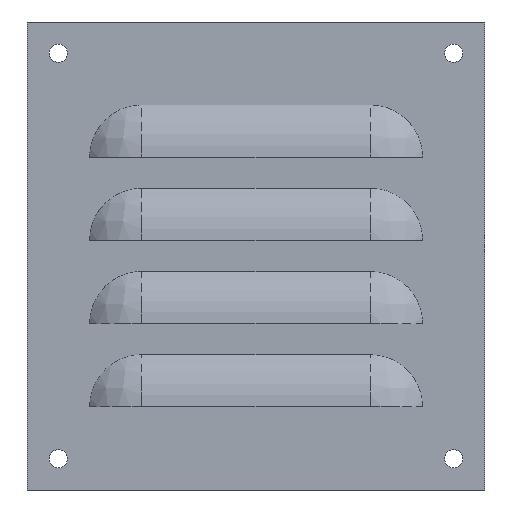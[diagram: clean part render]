
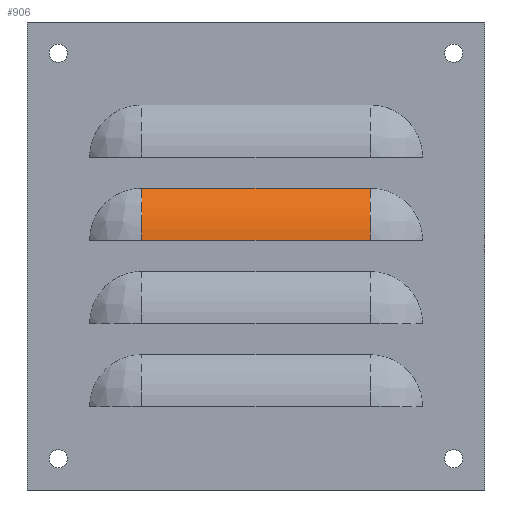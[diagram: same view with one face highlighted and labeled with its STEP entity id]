
A CAD part, front view. The second image highlights one B-rep face of the part: STEP entity #906.
In plain terms, the highlighted cylindrical face has radius 21.223 mm (diameter 42.447 mm), a partial arc.
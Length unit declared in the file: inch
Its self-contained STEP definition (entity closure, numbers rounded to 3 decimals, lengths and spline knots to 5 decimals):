
#56 = VERTEX_POINT ( 'NONE', #467 ) ;
#94 = EDGE_CURVE ( 'NONE', #261, #880, #1477, .T. ) ;
#103 = AXIS2_PLACEMENT_3D ( 'NONE', #916, #1898, #1732 ) ;
#118 = CARTESIAN_POINT ( 'NONE',  ( -1.375, -0.353, 0.1875 ) ) ;
#123 = CARTESIAN_POINT ( 'NONE',  ( 1.375, -0.072, 0.8125 ) ) ;
#261 = VERTEX_POINT ( 'NONE', #1222 ) ;
#305 = CARTESIAN_POINT ( 'NONE',  ( -2.75, -0.072, 0.8125 ) ) ;
#419 = FACE_OUTER_BOUND ( 'NONE', #2062, .T. ) ;
#467 = CARTESIAN_POINT ( 'NONE',  ( 1.375, -0.353, 0.1875 ) ) ;
#611 = CIRCLE ( 'NONE', #1609, 0.83556 ) ;
#734 = EDGE_CURVE ( 'NONE', #261, #1288, #611, .T. ) ;
#771 = CIRCLE ( 'NONE', #1699, 0.83556 ) ;
#880 = VERTEX_POINT ( 'NONE', #123 ) ;
#906 = ADVANCED_FACE ( 'NONE', ( #419 ), #1072, .T. ) ;
#916 = CARTESIAN_POINT ( 'NONE',  ( 1.375, 0.48256, 0.1875 ) ) ;
#969 = VECTOR ( 'NONE', #1936, 39.37008 ) ;
#972 = DIRECTION ( 'NONE',  ( 0., 0., -1. ) ) ;
#982 = DIRECTION ( 'NONE',  ( 1., 0., 0. ) ) ;
#1032 = CARTESIAN_POINT ( 'NONE',  ( 1.375, 0.48256, 0.1875 ) ) ;
#1041 = DIRECTION ( 'NONE',  ( 0., 0., 1. ) ) ;
#1072 = CYLINDRICAL_SURFACE ( 'NONE', #103, 0.83556 ) ;
#1157 = CARTESIAN_POINT ( 'NONE',  ( 1.375, -0.353, 0.1875 ) ) ;
#1197 = VECTOR ( 'NONE', #1807, 39.37008 ) ;
#1222 = CARTESIAN_POINT ( 'NONE',  ( -1.375, -0.072, 0.8125 ) ) ;
#1288 = VERTEX_POINT ( 'NONE', #118 ) ;
#1289 = LINE ( 'NONE', #1157, #969 ) ;
#1333 = DIRECTION ( 'NONE',  ( 1., 0., 0. ) ) ;
#1477 = LINE ( 'NONE', #305, #1197 ) ;
#1514 = ORIENTED_EDGE ( 'NONE', *, *, #94, .F. ) ;
#1536 = ORIENTED_EDGE ( 'NONE', *, *, #1908, .F. ) ;
#1609 = AXIS2_PLACEMENT_3D ( 'NONE', #1765, #982, #972 ) ;
#1699 = AXIS2_PLACEMENT_3D ( 'NONE', #1032, #1333, #1041 ) ;
#1732 = DIRECTION ( 'NONE',  ( 0., 0., -1. ) ) ;
#1765 = CARTESIAN_POINT ( 'NONE',  ( -1.375, 0.48256, 0.1875 ) ) ;
#1766 = ORIENTED_EDGE ( 'NONE', *, *, #734, .T. ) ;
#1807 = DIRECTION ( 'NONE',  ( 1., 0., 0. ) ) ;
#1842 = EDGE_CURVE ( 'NONE', #1288, #56, #1289, .T. ) ;
#1898 = DIRECTION ( 'NONE',  ( 1., 0., 0. ) ) ;
#1908 = EDGE_CURVE ( 'NONE', #880, #56, #771, .T. ) ;
#1936 = DIRECTION ( 'NONE',  ( 1., 0., 0. ) ) ;
#2008 = ORIENTED_EDGE ( 'NONE', *, *, #1842, .T. ) ;
#2062 = EDGE_LOOP ( 'NONE', ( #1536, #1514, #1766, #2008 ) ) ;
